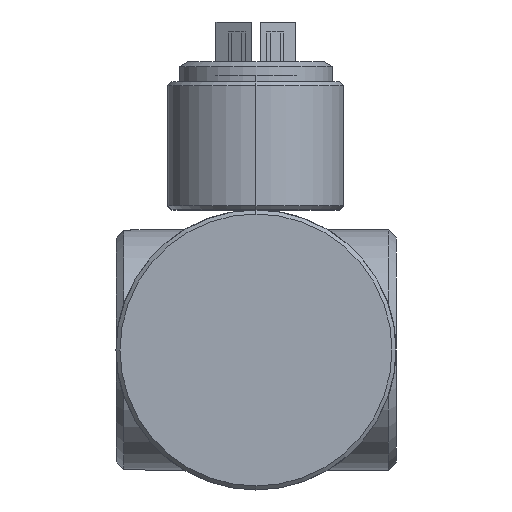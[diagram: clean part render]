
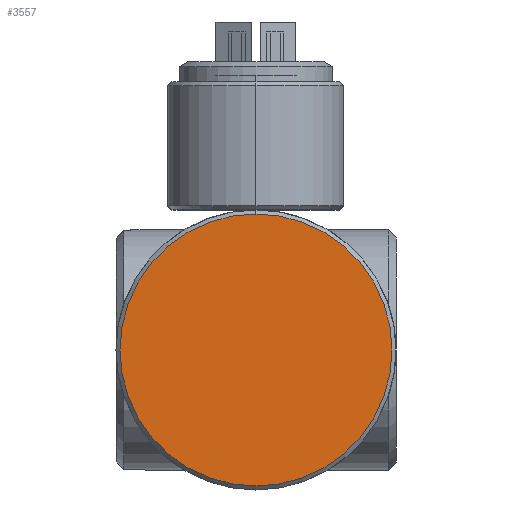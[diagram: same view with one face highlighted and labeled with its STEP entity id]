
A CAD part, left-side view. The second image highlights one B-rep face of the part: STEP entity #3557.
In plain terms, the highlighted planar face has unit normal (-1, 0, 0).
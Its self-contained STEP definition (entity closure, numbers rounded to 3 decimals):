
#61 = EDGE_LOOP ( 'NONE', ( #4668, #260 ) ) ;
#119 = CIRCLE ( 'NONE', #1071, 17. ) ;
#260 = ORIENTED_EDGE ( 'NONE', *, *, #6035, .T. ) ;
#1031 = AXIS2_PLACEMENT_3D ( 'NONE', #1211, #2639, #1984 ) ;
#1071 = AXIS2_PLACEMENT_3D ( 'NONE', #5849, #7038, #1232 ) ;
#1211 = CARTESIAN_POINT ( 'NONE',  ( -28., 0., 17. ) ) ;
#1232 = DIRECTION ( 'NONE',  ( 0., 0., 1. ) ) ;
#1301 = FACE_OUTER_BOUND ( 'NONE', #61, .T. ) ;
#1483 = VERTEX_POINT ( 'NONE', #1812 ) ;
#1491 = CARTESIAN_POINT ( 'NONE',  ( -28., 0., 17. ) ) ;
#1748 = DIRECTION ( 'NONE',  ( -1., 0., 0. ) ) ;
#1812 = CARTESIAN_POINT ( 'NONE',  ( -28., 0., -17. ) ) ;
#1984 = DIRECTION ( 'NONE',  ( 0., 0., 1. ) ) ;
#2639 = DIRECTION ( 'NONE',  ( -1., 0., 0. ) ) ;
#3557 = ADVANCED_FACE ( 'NONE', ( #1301 ), #4602, .T. ) ;
#4602 = PLANE ( 'NONE',  #1031 ) ;
#4668 = ORIENTED_EDGE ( 'NONE', *, *, #8425, .T. ) ;
#5106 = AXIS2_PLACEMENT_3D ( 'NONE', #5127, #1748, #5844 ) ;
#5127 = CARTESIAN_POINT ( 'NONE',  ( -28., 0., 0. ) ) ;
#5844 = DIRECTION ( 'NONE',  ( 0., 0., 1. ) ) ;
#5849 = CARTESIAN_POINT ( 'NONE',  ( -28., 0., 0. ) ) ;
#6035 = EDGE_CURVE ( 'NONE', #8208, #1483, #119, .T. ) ;
#7038 = DIRECTION ( 'NONE',  ( -1., 0., 0. ) ) ;
#8208 = VERTEX_POINT ( 'NONE', #1491 ) ;
#8425 = EDGE_CURVE ( 'NONE', #1483, #8208, #8439, .T. ) ;
#8439 = CIRCLE ( 'NONE', #5106, 17. ) ;
